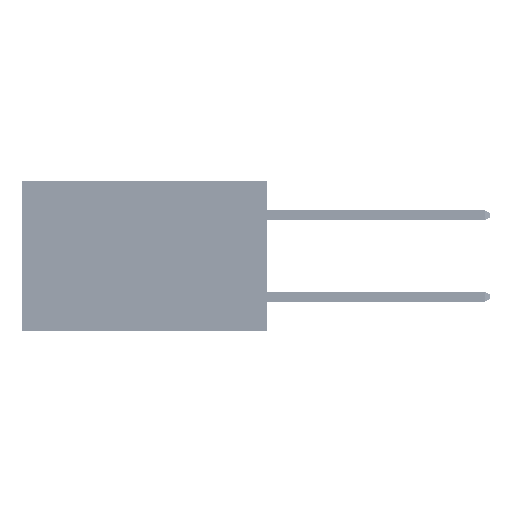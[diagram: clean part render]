
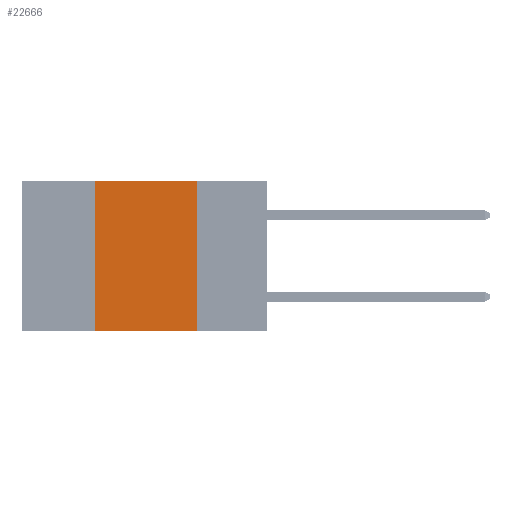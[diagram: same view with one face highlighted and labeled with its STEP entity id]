
A CAD part, left-side view. The second image highlights one B-rep face of the part: STEP entity #22666.
In plain terms, the highlighted planar face has unit normal (-1, 0, 0).
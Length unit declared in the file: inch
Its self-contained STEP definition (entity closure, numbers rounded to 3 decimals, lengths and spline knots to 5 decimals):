
#502 = LINE ( 'NONE', #4378, #10456 ) ;
#538 = ORIENTED_EDGE ( 'NONE', *, *, #40712, .F. ) ;
#4378 = CARTESIAN_POINT ( 'NONE',  ( 0., 0.17, 0. ) ) ;
#7666 = CARTESIAN_POINT ( 'NONE',  ( 0., 0.42, -0.37 ) ) ;
#8229 = CARTESIAN_POINT ( 'NONE',  ( 0., 0.42, 0. ) ) ;
#9528 = ORIENTED_EDGE ( 'NONE', *, *, #14035, .T. ) ;
#10021 = DIRECTION ( 'NONE',  ( 0., -1., 0. ) ) ;
#10456 = VECTOR ( 'NONE', #11915, 39.37008 ) ;
#11915 = DIRECTION ( 'NONE',  ( 0., 0., -1. ) ) ;
#14035 = EDGE_CURVE ( 'NONE', #22776, #31812, #38138, .T. ) ;
#14274 = VECTOR ( 'NONE', #34258, 39.37008 ) ;
#15333 = ORIENTED_EDGE ( 'NONE', *, *, #39298, .F. ) ;
#17257 = ORIENTED_EDGE ( 'NONE', *, *, #32083, .F. ) ;
#17866 = LINE ( 'NONE', #8229, #14274 ) ;
#18795 = VERTEX_POINT ( 'NONE', #18845 ) ;
#18845 = CARTESIAN_POINT ( 'NONE',  ( 0., 0.17, 0. ) ) ;
#19215 = DIRECTION ( 'NONE',  ( 0., 0., -1. ) ) ;
#20511 = VECTOR ( 'NONE', #44049, 39.37008 ) ;
#22273 = EDGE_LOOP ( 'NONE', ( #17257, #15333, #538, #9528 ) ) ;
#22666 = ADVANCED_FACE ( 'NONE', ( #33129 ), #23339, .F. ) ;
#22693 = CARTESIAN_POINT ( 'NONE',  ( 0., 0.6, 0. ) ) ;
#22776 = VERTEX_POINT ( 'NONE', #7666 ) ;
#23339 = PLANE ( 'NONE',  #40613 ) ;
#27992 = VECTOR ( 'NONE', #10021, 39.37008 ) ;
#30741 = DIRECTION ( 'NONE',  ( 1., 0., 0. ) ) ;
#31812 = VERTEX_POINT ( 'NONE', #47963 ) ;
#31949 = CARTESIAN_POINT ( 'NONE',  ( 0., 0.6, 0. ) ) ;
#32083 = EDGE_CURVE ( 'NONE', #18795, #31812, #502, .T. ) ;
#33129 = FACE_OUTER_BOUND ( 'NONE', #22273, .T. ) ;
#34258 = DIRECTION ( 'NONE',  ( 0., 0., 1. ) ) ;
#38138 = LINE ( 'NONE', #39612, #20511 ) ;
#39298 = EDGE_CURVE ( 'NONE', #40484, #18795, #45661, .T. ) ;
#39612 = CARTESIAN_POINT ( 'NONE',  ( 0., 0.6, -0.37 ) ) ;
#40484 = VERTEX_POINT ( 'NONE', #41322 ) ;
#40613 = AXIS2_PLACEMENT_3D ( 'NONE', #22693, #30741, #19215 ) ;
#40712 = EDGE_CURVE ( 'NONE', #22776, #40484, #17866, .T. ) ;
#41322 = CARTESIAN_POINT ( 'NONE',  ( 0., 0.42, 0. ) ) ;
#44049 = DIRECTION ( 'NONE',  ( 0., -1., 0. ) ) ;
#45661 = LINE ( 'NONE', #31949, #27992 ) ;
#47963 = CARTESIAN_POINT ( 'NONE',  ( 0., 0.17, -0.37 ) ) ;
